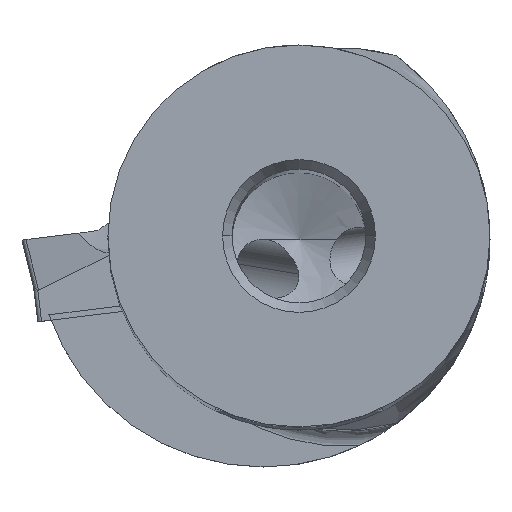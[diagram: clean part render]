
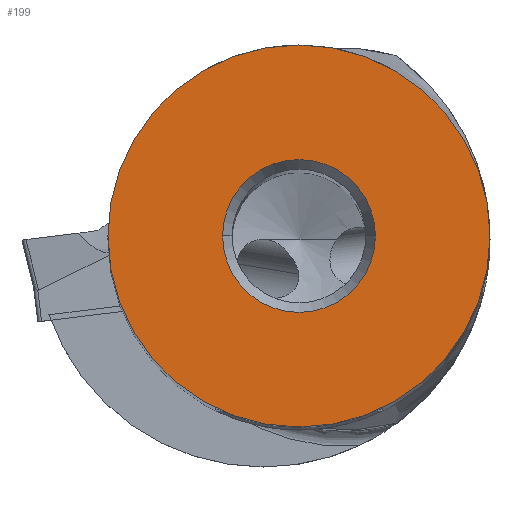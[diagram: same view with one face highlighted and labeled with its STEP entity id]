
A CAD part, top view. The second image highlights one B-rep face of the part: STEP entity #199.
In plain terms, the highlighted planar face has unit normal (0, 0, 1).
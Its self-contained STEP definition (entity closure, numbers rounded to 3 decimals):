
#36=FACE_BOUND('',#512,.T.);
#37=FACE_BOUND('',#513,.T.);
#199=ADVANCED_FACE('',(#36,#37),#308,.T.);
#308=PLANE('',#2910);
#512=EDGE_LOOP('',(#850,#851));
#513=EDGE_LOOP('',(#852,#853));
#850=ORIENTED_EDGE('',*,*,#1792,.T.);
#851=ORIENTED_EDGE('',*,*,#1799,.T.);
#852=ORIENTED_EDGE('',*,*,#1804,.T.);
#853=ORIENTED_EDGE('',*,*,#1805,.T.);
#1486=VERTEX_POINT('',#4499);
#1487=VERTEX_POINT('',#4500);
#1496=VERTEX_POINT('',#4523);
#1497=VERTEX_POINT('',#4524);
#1792=EDGE_CURVE('',#1486,#1487,#2244,.T.);
#1799=EDGE_CURVE('',#1487,#1486,#2245,.T.);
#1804=EDGE_CURVE('',#1496,#1497,#2246,.T.);
#1805=EDGE_CURVE('',#1497,#1496,#2247,.T.);
#2244=CIRCLE('',#2900,10.);
#2245=CIRCLE('',#2904,10.);
#2246=CIRCLE('',#2908,4.);
#2247=CIRCLE('',#2909,4.);
#2900=AXIS2_PLACEMENT_3D('',#4498,#3284,#3285);
#2904=AXIS2_PLACEMENT_3D('',#4512,#3296,#3297);
#2908=AXIS2_PLACEMENT_3D('',#4522,#3306,#3307);
#2909=AXIS2_PLACEMENT_3D('',#4525,#3308,#3309);
#2910=AXIS2_PLACEMENT_3D('',#4526,#3310,#3311);
#3284=DIRECTION('',(0.,0.,1.));
#3285=DIRECTION('',(-1.,0.,0.));
#3296=DIRECTION('',(0.,0.,1.));
#3297=DIRECTION('',(1.,0.,0.));
#3306=DIRECTION('',(0.,0.,-1.));
#3307=DIRECTION('',(-1.,0.,0.));
#3308=DIRECTION('',(0.,0.,-1.));
#3309=DIRECTION('',(1.,0.,0.));
#3310=DIRECTION('',(0.,0.,1.));
#3311=DIRECTION('',(1.,0.,0.));
#4498=CARTESIAN_POINT('',(0.,0.,0.));
#4499=CARTESIAN_POINT('',(-10.,0.,0.));
#4500=CARTESIAN_POINT('',(10.,0.,0.));
#4512=CARTESIAN_POINT('',(0.,0.,0.));
#4522=CARTESIAN_POINT('',(0.,0.,0.));
#4523=CARTESIAN_POINT('',(-4.,0.,0.));
#4524=CARTESIAN_POINT('',(4.,0.,0.));
#4525=CARTESIAN_POINT('',(0.,0.,0.));
#4526=CARTESIAN_POINT('',(0.,0.,0.));
